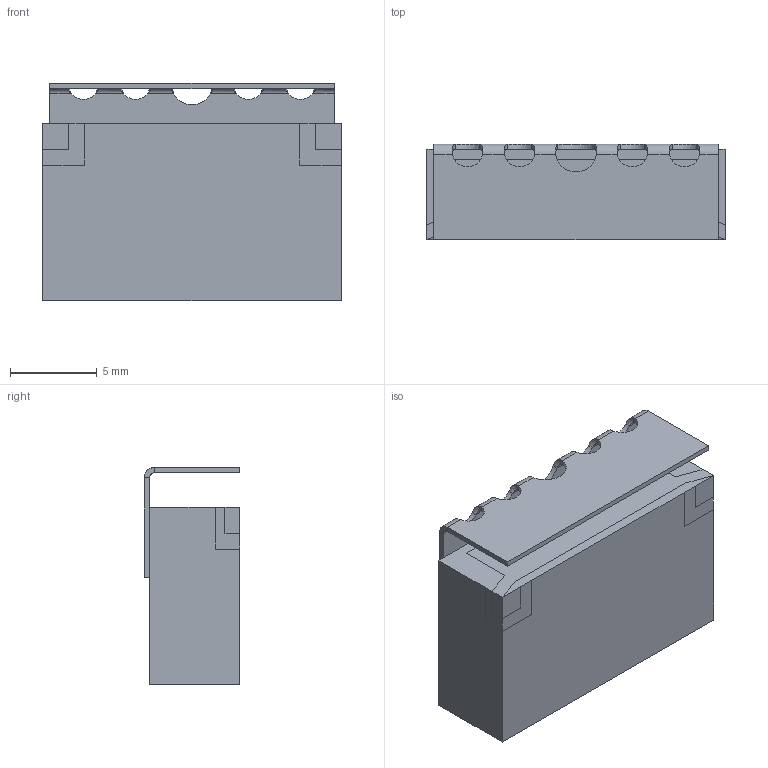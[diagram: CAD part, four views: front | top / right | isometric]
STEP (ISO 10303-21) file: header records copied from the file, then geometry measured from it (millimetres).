
FILE_DESCRIPTION(('STEP AP203'), '1');
FILE_NAME('ÍØÁÀ.434834.009-03.01_Ôèëüòð ÔÊÏ1-209-03-0,98025-40,5', '', ('UNSPECIFIED'), ('UNSPECIFIED'), 'ASCON STEP Converter 1.6', 'ASCON Math Kernel', '');
FILE_SCHEMA(('CONFIG_CONTROL_DESIGN'));
Length unit declared in the file: millimetre
Products named in the file (1): НШБА.434834.009-03.01_Фильтр ФКП1-209-03-0,98025-40,5
Bounding box: 17.2 x 5.5 x 12.5 mm (x, y, z)
Volume: 963.9 mm3; surface area: 873.2 mm2
Topology: 1 solids, 1 shells, 432 faces, 1145 edges, 746 vertices
Faces by surface type: plane 256, bspline 148, cylinder 28
Entity records: 33239 total; most frequent: CARTESIAN_POINT 20277, ORIENTED_EDGE 2290, DIRECTION 1326, EDGE_CURVE 1145, VERTEX_POINT 746, LINE 684, VECTOR 684, FACE_BOUND 473
